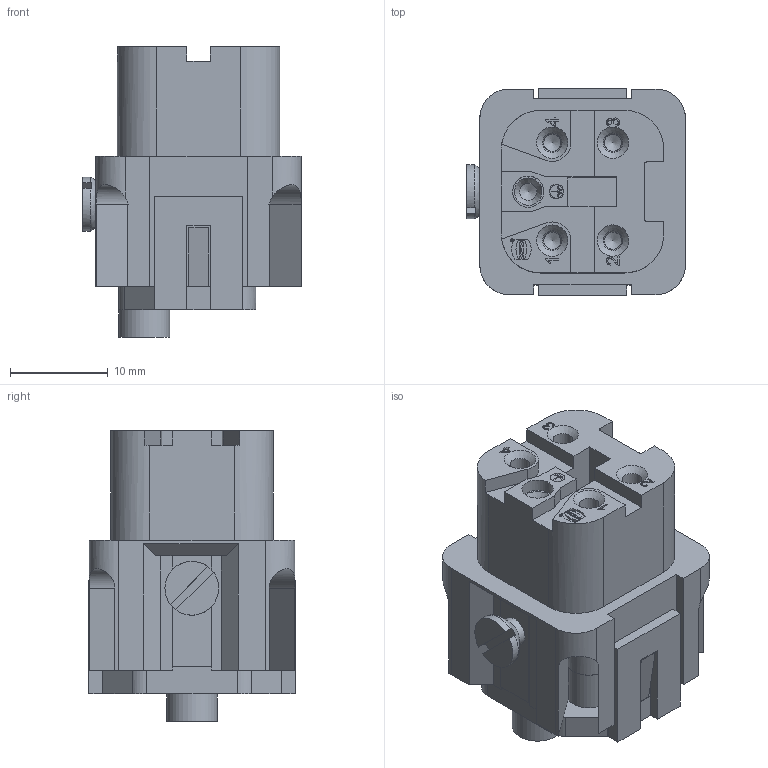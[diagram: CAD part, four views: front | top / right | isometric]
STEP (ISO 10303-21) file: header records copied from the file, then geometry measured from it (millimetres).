
FILE_DESCRIPTION(/* description */ (''),/* implementation_level */ '2;1');
FILE_NAME(/* name */ '100094800ugm000_c.stp',/* time_stamp */ '2019-09-02T08:12:23+02:00',/* author */ (''),/* organization */ (''),/* preprocessor_version */ 'ST-DEVELOPER v16.7',/* originating_system */ 'SIEMENS PLM Software NX 12.0',/* authorisation */ '');
FILE_SCHEMA (('AUTOMOTIVE_DESIGN { 1 0 10303 214 3 1 1 1 }'));
Length unit declared in the file: millimetre
Products named in the file (1): 100094800ugm000_c
Bounding box: 22.35 x 21.1 x 29.7 mm (x, y, z)
Volume: 6818.4 mm3; surface area: 4927.1 mm2
Topology: 1 solids, 1 shells, 566 faces, 1572 edges, 1060 vertices
Faces by surface type: plane 355, extrusion 100, cylinder 85, cone 20, sphere 5, bspline 1
Full cylindrical faces by diameter (mm): 0.228 x1, 0.269 x1, 1.4 x2, 1.494 x2, 1.75 x5, 2 x4, 2.5 x4, 2.7 x5, 3 x1, 3.19 x5, 3.2 x1, 5.2 x1
Entity records: 23429 total; most frequent: CARTESIAN_POINT 5766, ORIENTED_EDGE 2934, DIRECTION 2399, EDGE_CURVE 1467, VECTOR 1123, VERTEX_POINT 1023, LINE 1023, EDGE_LOOP 675
